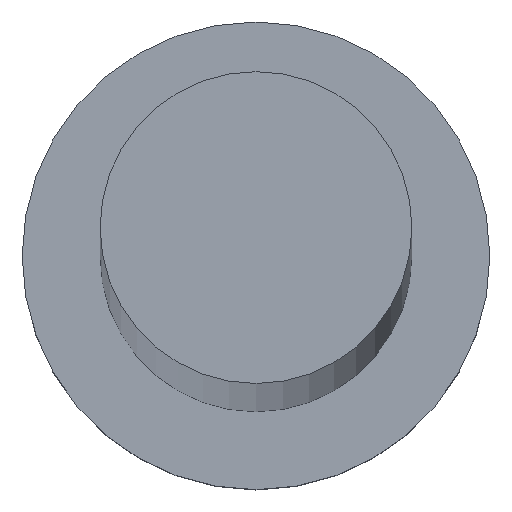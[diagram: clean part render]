
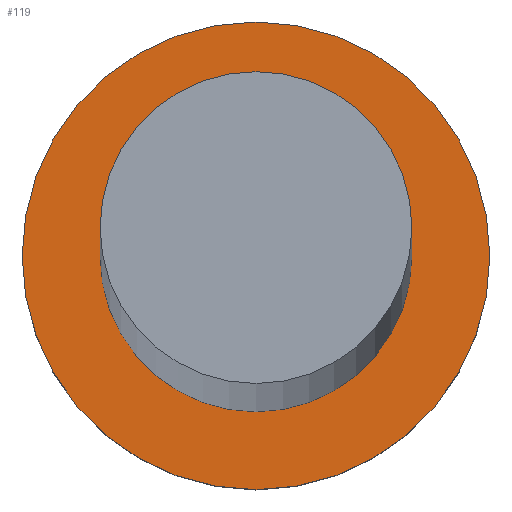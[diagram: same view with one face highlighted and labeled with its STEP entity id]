
A CAD part, top view. The second image highlights one B-rep face of the part: STEP entity #119.
In plain terms, the highlighted planar face has unit normal (0, 0, 1).
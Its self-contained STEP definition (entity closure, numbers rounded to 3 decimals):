
#10 = CARTESIAN_POINT ( 'NONE',  ( 0., 0., 6.5 ) ) ;
#23 = DIRECTION ( 'NONE',  ( 1., 0., 0. ) ) ;
#33 = DIRECTION ( 'NONE',  ( 0., 0., 1. ) ) ;
#37 = CARTESIAN_POINT ( 'NONE',  ( -6., 0., 6.5 ) ) ;
#45 = AXIS2_PLACEMENT_3D ( 'NONE', #76, #242, #145 ) ;
#49 = CARTESIAN_POINT ( 'NONE',  ( 0., 0., 6.5 ) ) ;
#55 = CARTESIAN_POINT ( 'NONE',  ( 6., 0., 6.5 ) ) ;
#56 = VERTEX_POINT ( 'NONE', #55 ) ;
#59 = VERTEX_POINT ( 'NONE', #100 ) ;
#60 = ORIENTED_EDGE ( 'NONE', *, *, #111, .T. ) ;
#63 = CIRCLE ( 'NONE', #45, 9. ) ;
#69 = FACE_BOUND ( 'NONE', #252, .T. ) ;
#76 = CARTESIAN_POINT ( 'NONE',  ( 0., 0., 6.5 ) ) ;
#78 = VERTEX_POINT ( 'NONE', #236 ) ;
#100 = CARTESIAN_POINT ( 'NONE',  ( 9., 0., 6.5 ) ) ;
#107 = PLANE ( 'NONE',  #244 ) ;
#111 = EDGE_CURVE ( 'NONE', #78, #59, #171, .T. ) ;
#119 = ADVANCED_FACE ( 'NONE', ( #69, #161 ), #107, .T. ) ;
#121 = CARTESIAN_POINT ( 'NONE',  ( 0., 0., 6.5 ) ) ;
#128 = DIRECTION ( 'NONE',  ( 1., 0., 0. ) ) ;
#135 = DIRECTION ( 'NONE',  ( 0., 0., 1. ) ) ;
#137 = ORIENTED_EDGE ( 'NONE', *, *, #144, .T. ) ;
#141 = EDGE_LOOP ( 'NONE', ( #60, #137 ) ) ;
#144 = EDGE_CURVE ( 'NONE', #59, #78, #63, .T. ) ;
#145 = DIRECTION ( 'NONE',  ( 1., 0., 0. ) ) ;
#149 = DIRECTION ( 'NONE',  ( 1., 0., 0. ) ) ;
#151 = AXIS2_PLACEMENT_3D ( 'NONE', #49, #33, #128 ) ;
#157 = CIRCLE ( 'NONE', #182, 6. ) ;
#161 = FACE_OUTER_BOUND ( 'NONE', #141, .T. ) ;
#162 = ORIENTED_EDGE ( 'NONE', *, *, #219, .F. ) ;
#171 = CIRCLE ( 'NONE', #151, 9. ) ;
#179 = CIRCLE ( 'NONE', #220, 6. ) ;
#182 = AXIS2_PLACEMENT_3D ( 'NONE', #239, #135, #23 ) ;
#183 = DIRECTION ( 'NONE',  ( 1., 0., 0. ) ) ;
#194 = DIRECTION ( 'NONE',  ( 0., 0., 1. ) ) ;
#204 = DIRECTION ( 'NONE',  ( 0., 0., 1. ) ) ;
#211 = EDGE_CURVE ( 'NONE', #56, #234, #179, .T. ) ;
#216 = ORIENTED_EDGE ( 'NONE', *, *, #211, .F. ) ;
#219 = EDGE_CURVE ( 'NONE', #234, #56, #157, .T. ) ;
#220 = AXIS2_PLACEMENT_3D ( 'NONE', #121, #194, #149 ) ;
#234 = VERTEX_POINT ( 'NONE', #37 ) ;
#236 = CARTESIAN_POINT ( 'NONE',  ( -9., 0., 6.5 ) ) ;
#239 = CARTESIAN_POINT ( 'NONE',  ( 0., 0., 6.5 ) ) ;
#242 = DIRECTION ( 'NONE',  ( 0., 0., 1. ) ) ;
#244 = AXIS2_PLACEMENT_3D ( 'NONE', #10, #204, #183 ) ;
#252 = EDGE_LOOP ( 'NONE', ( #162, #216 ) ) ;
